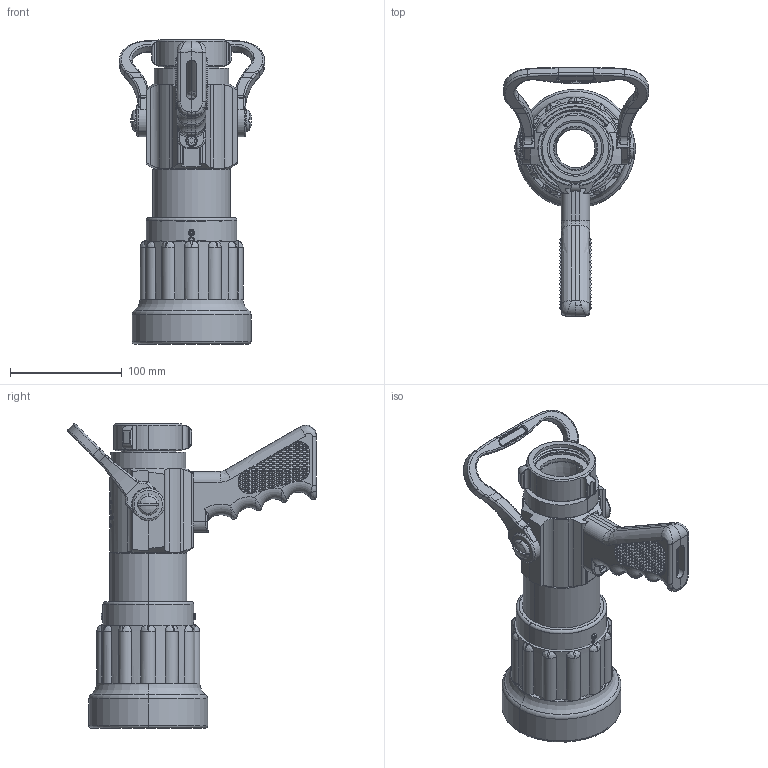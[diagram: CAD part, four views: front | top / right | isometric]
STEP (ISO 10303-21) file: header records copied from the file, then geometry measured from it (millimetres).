
FILE_DESCRIPTION (( 'STEP AP203' ), '1' );
FILE_NAME ('4000-28.STEP', '2012-06-22T20:24:09', ( '' ), ( '' ), 'SwSTEP 2.0', 'SolidWorks 2012', '' );
FILE_SCHEMA (( 'CONFIG_CONTROL_DESIGN' ));
Length unit declared in the file: inch
Products named in the file (25): 4000-28; MainAssembly14000-28-10NULL; Hardware.Screws-Set ScrewsScrew-Set (10-32 x 0.250-lg) Soc Hd Cup Pnt SS6126900030NULL-1; Products.Nozzles.SFM (Phantom)-SFM-HPG (Rigid Teeth)Grip-Pistol (Knurled) Aluminum33781001A70NULL-1; Hardware.Screws-Machine Screws0.250-20 X 0.500 SOC CAP SCR SS61040000_USE10NULL; Hardware.Screws-Machine ScrewsScrew-Mach (4-40 x 0.187-lg) Torx Pan Hd SS6512900020NULL-1; Release-Details 60000 - 64999Tip Retainer Sleeve Alum (SM-30-F)6167200110NULL; Products.Nozzles.SM-30F-SM-30FSM-30F 1.5 FS Base (STD.)9910500120NULL; Products.Nozzles.SFM (Phantom)-SFM-HPG (Rigid Teeth)ADAPTER - BASE (F-S)1161100120NULL; Hardware.Gaskets-Rubber GasketsGasket-Rubber (1.5 NHT)33074000C30NULL-1; Products.Nozzles.SFM (Phantom)-SFM-HPG (Rigid Teeth)BASE - SWIVEL PISTOL GRIP (1.5 THD)16765001F70NULL; Hardware.Screws-Set ScrewsScrew-Set (0.375-24 x 0.156-lg) Slot Hd Black Nylon6367400030NULL; jmt-RAN 500ring-tooth retainer5763100120NULL; Hardware.Screws-Machine ScrewsScrew-Mach (4-40 x 1.000-lg) Soc Hd Cap6407000010NULL; jmt-RAN 500teeth ring5887500010NULL; Release-Details 30000 - 34999Grip-Bumper (SM-30F) Yellow3365500010NULL; Release-Details 15000 - 19999Body-Nozzle Tip1714600110NULL; Release.Details 65000 - 69999-Details 65000 - 69999663610016636100110NULL; Release-Details 15000 - 19999Barrel - Center1747500110NULL; Release-Details 15000 - 19999Body-Nozzle (4000-20)1712900120NULL; Products.Nozzles.SFM (Phantom)-SFM-HPG (Rigid Teeth)Shaft-Actuator (Square)6375500070NULL; Products.Nozzles.SFM (Phantom)-SFM-HPG (Rigid Teeth)Screw-Actuator Shaft (SS)61286000C20NULL-1; Products.Nozzles.SFL-GN-SFL-GNScrew-Pivot SS (SFL-GN)6370800050NULL; Products.Nozzles.SFM (Phantom)-SFM-HPG (Rigid Teeth)HANDLE - HORSHU (DOUBLE STOP)3608600010NULL; Release-Details 15000 - 19999BODY - VALVE1696600150NULL
Assembly tree (27 placements, depth 4):
  4000-28
    MainAssembly14000-28-10NULL
      Release-Details 15000 - 19999BODY - VALVE1696600150NULL
      Products.Nozzles.SFM (Phantom)-SFM-HPG (Rigid Teeth)HANDLE - HORSHU (DOUBLE STOP)3608600010NULL
      Products.Nozzles.SFL-GN-SFL-GNScrew-Pivot SS (SFL-GN)6370800050NULL
      Products.Nozzles.SFM (Phantom)-SFM-HPG (Rigid Teeth)Screw-Actuator Shaft (SS)61286000C20NULL-1
      Products.Nozzles.SFM (Phantom)-SFM-HPG (Rigid Teeth)Shaft-Actuator (Square)6375500070NULL
      Release-Details 15000 - 19999Body-Nozzle (4000-20)1712900120NULL
      Release-Details 15000 - 19999Barrel - Center1747500110NULL
      Release.Details 65000 - 69999-Details 65000 - 69999663610016636100110NULL
      Release-Details 15000 - 19999Body-Nozzle Tip1714600110NULL
      Release-Details 30000 - 34999Grip-Bumper (SM-30F) Yellow3365500010NULL
      jmt-RAN 500teeth ring5887500010NULL
      Hardware.Screws-Machine ScrewsScrew-Mach (4-40 x 1.000-lg) Soc Hd Cap6407000010NULL  x3
      jmt-RAN 500ring-tooth retainer5763100120NULL
      Products.Nozzles.SM-30F-SM-30FSM-30F 1.5 FS Base (STD.)9910500120NULL
        Hardware.Screws-Set ScrewsScrew-Set (0.375-24 x 0.156-lg) Slot Hd Black Nylon6367400030NULL
        Products.Nozzles.SFM (Phantom)-SFM-HPG (Rigid Teeth)BASE - SWIVEL PISTOL GRIP (1.5 THD)16765001F70NULL
        Hardware.Gaskets-Rubber GasketsGasket-Rubber (1.5 NHT)33074000C30NULL-1
        Products.Nozzles.SFM (Phantom)-SFM-HPG (Rigid Teeth)ADAPTER - BASE (F-S)1161100120NULL
      Release-Details 60000 - 64999Tip Retainer Sleeve Alum (SM-30-F)6167200110NULL
      Hardware.Screws-Machine ScrewsScrew-Mach (4-40 x 0.187-lg) Torx Pan Hd SS6512900020NULL-1  x2
      Hardware.Screws-Machine Screws0.250-20 X 0.500 SOC CAP SCR SS61040000_USE10NULL
      Products.Nozzles.SFM (Phantom)-SFM-HPG (Rigid Teeth)Grip-Pistol (Knurled) Aluminum33781001A70NULL-1
      Hardware.Screws-Set ScrewsScrew-Set (10-32 x 0.250-lg) Soc Hd Cup Pnt SS6126900030NULL-1
Bounding box: 129.78 x 222.63 x 272.09 mm (x, y, z)
Volume: 992685.5 mm3; surface area: 358690.3 mm2
Topology: 25 solids, 25 shells, 3666 faces, 7803 edges, 4269 vertices
Faces by surface type: plane 2504, cylinder 669, bspline 217, torus 140, cone 128, sphere 8
Entity records: 117844 total; most frequent: CARTESIAN_POINT 41718, ORIENTED_EDGE 15164, DIRECTION 14892, EDGE_CURVE 7582, AXIS2_PLACEMENT_3D 5220, LINE 4452, VECTOR 4452, VERTEX_POINT 4158
